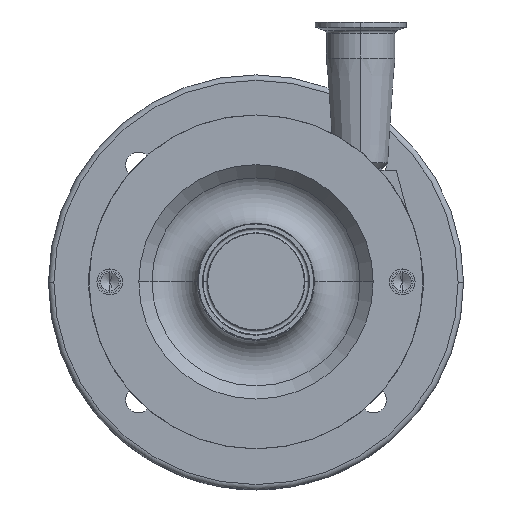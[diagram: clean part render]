
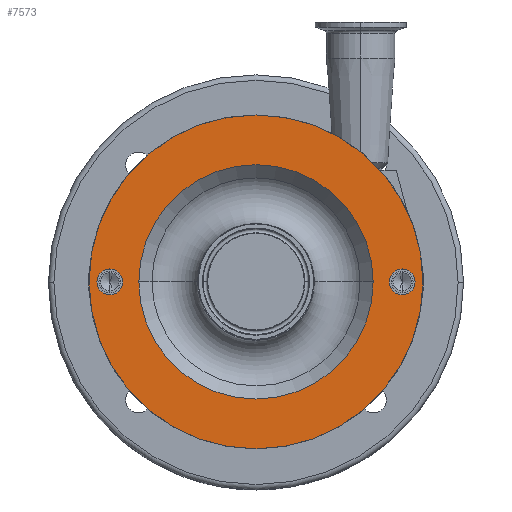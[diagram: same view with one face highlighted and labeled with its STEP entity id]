
A CAD part, top view. The second image highlights one B-rep face of the part: STEP entity #7573.
In plain terms, the highlighted planar face has unit normal (0, 0, 1).
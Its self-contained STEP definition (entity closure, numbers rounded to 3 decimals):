
#14 = ORIENTED_EDGE ( 'NONE', *, *, #5689, .T. ) ;
#43 = CARTESIAN_POINT ( 'NONE',  ( 92.5, 0., 205.5 ) ) ;
#1074 = ORIENTED_EDGE ( 'NONE', *, *, #6699, .F. ) ;
#1194 = DIRECTION ( 'NONE',  ( 0., 0., 1. ) ) ;
#1361 = CARTESIAN_POINT ( 'NONE',  ( 0., 0., 205.5 ) ) ;
#2171 = EDGE_CURVE ( 'NONE', #17135, #10194, #15149, .T. ) ;
#2284 = DIRECTION ( 'NONE',  ( 0., 0., 1. ) ) ;
#2425 = CIRCLE ( 'NONE', #5554, 64.921 ) ;
#2752 = DIRECTION ( 'NONE',  ( 0., 0., 1. ) ) ;
#3185 = CARTESIAN_POINT ( 'NONE',  ( 0., 0., 205.5 ) ) ;
#4459 = CIRCLE ( 'NONE', #14477, 7.144 ) ;
#4628 = EDGE_LOOP ( 'NONE', ( #1074, #11442 ) ) ;
#4787 = DIRECTION ( 'NONE',  ( 0., 0., 1. ) ) ;
#5219 = DIRECTION ( 'NONE',  ( 1., 0., 0. ) ) ;
#5245 = AXIS2_PLACEMENT_3D ( 'NONE', #14658, #4787, #17342 ) ;
#5397 = CARTESIAN_POINT ( 'NONE',  ( 73.856, 0., 205.5 ) ) ;
#5451 = CIRCLE ( 'NONE', #12893, 92.5 ) ;
#5554 = AXIS2_PLACEMENT_3D ( 'NONE', #6477, #11954, #6750 ) ;
#5592 = FACE_BOUND ( 'NONE', #13851, .T. ) ;
#5679 = VERTEX_POINT ( 'NONE', #11259 ) ;
#5689 = EDGE_CURVE ( 'NONE', #17495, #9923, #11196, .T. ) ;
#5986 = EDGE_LOOP ( 'NONE', ( #14, #16556 ) ) ;
#6255 = DIRECTION ( 'NONE',  ( 1., 0., 0. ) ) ;
#6477 = CARTESIAN_POINT ( 'NONE',  ( 0., 0., 205.5 ) ) ;
#6526 = CARTESIAN_POINT ( 'NONE',  ( -81., 0., 205.5 ) ) ;
#6673 = CARTESIAN_POINT ( 'NONE',  ( 81., 0., 205.5 ) ) ;
#6699 = EDGE_CURVE ( 'NONE', #14129, #5679, #15803, .T. ) ;
#6750 = DIRECTION ( 'NONE',  ( 1., 0., 0. ) ) ;
#6865 = FACE_BOUND ( 'NONE', #4628, .T. ) ;
#6879 = CARTESIAN_POINT ( 'NONE',  ( -81., 0., 205.5 ) ) ;
#7041 = ORIENTED_EDGE ( 'NONE', *, *, #8060, .F. ) ;
#7138 = DIRECTION ( 'NONE',  ( 0., 0., 1. ) ) ;
#7207 = ORIENTED_EDGE ( 'NONE', *, *, #16146, .F. ) ;
#7348 = CARTESIAN_POINT ( 'NONE',  ( 64.921, 0., 205.5 ) ) ;
#7573 = ADVANCED_FACE ( 'NONE', ( #12334, #9465, #6865, #5592 ), #14864, .F. ) ;
#8018 = DIRECTION ( 'NONE',  ( 1., 0., 0. ) ) ;
#8060 = EDGE_CURVE ( 'NONE', #14664, #8887, #10403, .T. ) ;
#8283 = EDGE_CURVE ( 'NONE', #8887, #14664, #17273, .T. ) ;
#8389 = DIRECTION ( 'NONE',  ( 1., 0., 0. ) ) ;
#8407 = EDGE_CURVE ( 'NONE', #9923, #17495, #5451, .T. ) ;
#8730 = CARTESIAN_POINT ( 'NONE',  ( 88.144, 0., 205.5 ) ) ;
#8887 = VERTEX_POINT ( 'NONE', #5397 ) ;
#8967 = AXIS2_PLACEMENT_3D ( 'NONE', #6673, #14573, #8018 ) ;
#9465 = FACE_BOUND ( 'NONE', #10945, .T. ) ;
#9923 = VERTEX_POINT ( 'NONE', #11518 ) ;
#10035 = CARTESIAN_POINT ( 'NONE',  ( -73.856, 0., 205.5 ) ) ;
#10194 = VERTEX_POINT ( 'NONE', #13050 ) ;
#10403 = CIRCLE ( 'NONE', #5245, 7.144 ) ;
#10911 = DIRECTION ( 'NONE',  ( 0., 0., -1. ) ) ;
#10945 = EDGE_LOOP ( 'NONE', ( #7041, #11692 ) ) ;
#11094 = DIRECTION ( 'NONE',  ( 1., 0., 0. ) ) ;
#11196 = CIRCLE ( 'NONE', #13790, 92.5 ) ;
#11259 = CARTESIAN_POINT ( 'NONE',  ( -88.144, 0., 205.5 ) ) ;
#11442 = ORIENTED_EDGE ( 'NONE', *, *, #17373, .F. ) ;
#11518 = CARTESIAN_POINT ( 'NONE',  ( -92.5, 0., 205.5 ) ) ;
#11692 = ORIENTED_EDGE ( 'NONE', *, *, #8283, .F. ) ;
#11954 = DIRECTION ( 'NONE',  ( 0., 0., 1. ) ) ;
#12000 = DIRECTION ( 'NONE',  ( 0., 0., 1. ) ) ;
#12334 = FACE_OUTER_BOUND ( 'NONE', #5986, .T. ) ;
#12893 = AXIS2_PLACEMENT_3D ( 'NONE', #17445, #2284, #15918 ) ;
#12928 = AXIS2_PLACEMENT_3D ( 'NONE', #6526, #12000, #6255 ) ;
#13050 = CARTESIAN_POINT ( 'NONE',  ( -64.921, 0., 205.5 ) ) ;
#13790 = AXIS2_PLACEMENT_3D ( 'NONE', #3185, #7138, #8389 ) ;
#13851 = EDGE_LOOP ( 'NONE', ( #14051, #7207 ) ) ;
#14051 = ORIENTED_EDGE ( 'NONE', *, *, #2171, .F. ) ;
#14129 = VERTEX_POINT ( 'NONE', #10035 ) ;
#14477 = AXIS2_PLACEMENT_3D ( 'NONE', #6879, #2752, #11094 ) ;
#14573 = DIRECTION ( 'NONE',  ( 0., 0., 1. ) ) ;
#14658 = CARTESIAN_POINT ( 'NONE',  ( 81., 0., 205.5 ) ) ;
#14664 = VERTEX_POINT ( 'NONE', #8730 ) ;
#14864 = PLANE ( 'NONE',  #15832 ) ;
#15028 = DIRECTION ( 'NONE',  ( 0., -1., 0. ) ) ;
#15149 = CIRCLE ( 'NONE', #17447, 64.921 ) ;
#15803 = CIRCLE ( 'NONE', #12928, 7.144 ) ;
#15832 = AXIS2_PLACEMENT_3D ( 'NONE', #16199, #10911, #15028 ) ;
#15918 = DIRECTION ( 'NONE',  ( 1., 0., 0. ) ) ;
#16146 = EDGE_CURVE ( 'NONE', #10194, #17135, #2425, .T. ) ;
#16199 = CARTESIAN_POINT ( 'NONE',  ( 0., 32., 205.5 ) ) ;
#16556 = ORIENTED_EDGE ( 'NONE', *, *, #8407, .T. ) ;
#17135 = VERTEX_POINT ( 'NONE', #7348 ) ;
#17273 = CIRCLE ( 'NONE', #8967, 7.144 ) ;
#17342 = DIRECTION ( 'NONE',  ( 1., 0., 0. ) ) ;
#17373 = EDGE_CURVE ( 'NONE', #5679, #14129, #4459, .T. ) ;
#17445 = CARTESIAN_POINT ( 'NONE',  ( 0., 0., 205.5 ) ) ;
#17447 = AXIS2_PLACEMENT_3D ( 'NONE', #1361, #1194, #5219 ) ;
#17495 = VERTEX_POINT ( 'NONE', #43 ) ;
